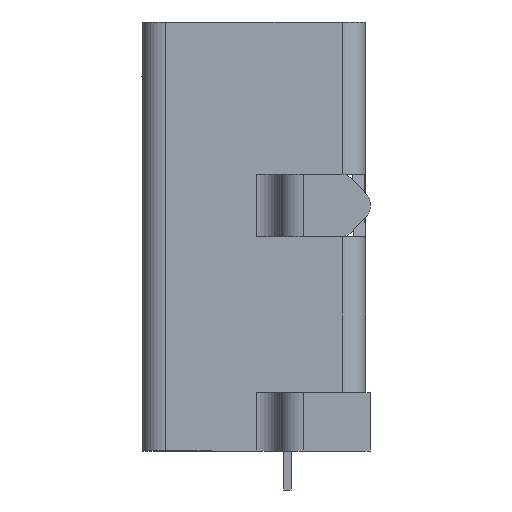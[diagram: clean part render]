
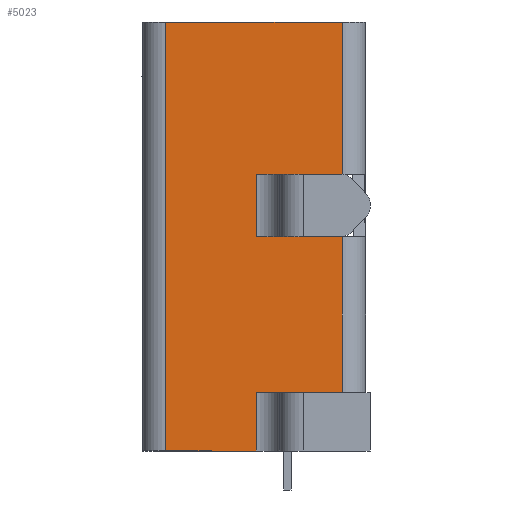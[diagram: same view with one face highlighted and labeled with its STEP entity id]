
A CAD part, left-side view. The second image highlights one B-rep face of the part: STEP entity #5023.
In plain terms, the highlighted planar face has unit normal (-1, 0, 0).
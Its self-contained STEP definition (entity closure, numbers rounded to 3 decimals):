
#40 = VECTOR ( 'NONE', #3727, 1000. ) ;
#249 = CARTESIAN_POINT ( 'NONE',  ( -6.55, 2.26, -0.596 ) ) ;
#260 = ORIENTED_EDGE ( 'NONE', *, *, #8355, .F. ) ;
#385 = VERTEX_POINT ( 'NONE', #6380 ) ;
#488 = CARTESIAN_POINT ( 'NONE',  ( -6.55, -0.88, -6.1 ) ) ;
#542 = DIRECTION ( 'NONE',  ( 0., -1., 0. ) ) ;
#595 = LINE ( 'NONE', #8662, #1391 ) ;
#634 = DIRECTION ( 'NONE',  ( 0., 0., -1. ) ) ;
#646 = LINE ( 'NONE', #1957, #5394 ) ;
#715 = EDGE_CURVE ( 'NONE', #385, #3844, #7688, .T. ) ;
#804 = DIRECTION ( 'NONE',  ( 0., -1., 0. ) ) ;
#817 = EDGE_CURVE ( 'NONE', #1016, #5392, #646, .T. ) ;
#848 = LINE ( 'NONE', #3509, #8157 ) ;
#1016 = VERTEX_POINT ( 'NONE', #7768 ) ;
#1104 = ORIENTED_EDGE ( 'NONE', *, *, #4832, .F. ) ;
#1107 = ORIENTED_EDGE ( 'NONE', *, *, #3523, .F. ) ;
#1188 = VECTOR ( 'NONE', #4090, 1000. ) ;
#1189 = CARTESIAN_POINT ( 'NONE',  ( -6.55, -0.06, 0. ) ) ;
#1378 = CARTESIAN_POINT ( 'NONE',  ( -6.55, 0., -10.1 ) ) ;
#1391 = VECTOR ( 'NONE', #6705, 1000. ) ;
#1487 = PLANE ( 'NONE',  #7765 ) ;
#1551 = ORIENTED_EDGE ( 'NONE', *, *, #2904, .F. ) ;
#1628 = CARTESIAN_POINT ( 'NONE',  ( -6.55, -2.26, 0. ) ) ;
#1663 = CARTESIAN_POINT ( 'NONE',  ( -6.55, -0.96, -6.1 ) ) ;
#1794 = LINE ( 'NONE', #6500, #7633 ) ;
#1957 = CARTESIAN_POINT ( 'NONE',  ( -6.55, -0.96, -4.5 ) ) ;
#1970 = LINE ( 'NONE', #6769, #4240 ) ;
#2050 = EDGE_CURVE ( 'NONE', #1016, #7880, #595, .T. ) ;
#2079 = ORIENTED_EDGE ( 'NONE', *, *, #4687, .F. ) ;
#2085 = DIRECTION ( 'NONE',  ( 0., 0., -1. ) ) ;
#2189 = LINE ( 'NONE', #249, #1188 ) ;
#2190 = VERTEX_POINT ( 'NONE', #4176 ) ;
#2204 = EDGE_CURVE ( 'NONE', #3648, #6253, #848, .T. ) ;
#2485 = ORIENTED_EDGE ( 'NONE', *, *, #715, .T. ) ;
#2621 = LINE ( 'NONE', #3910, #3370 ) ;
#2904 = EDGE_CURVE ( 'NONE', #7924, #5392, #6376, .T. ) ;
#3038 = VECTOR ( 'NONE', #5429, 1000. ) ;
#3078 = EDGE_LOOP ( 'NONE', ( #1107, #6094, #4277, #2079, #2485, #260, #7217, #4903, #5318, #1551, #4942, #1104, #3475 ) ) ;
#3316 = DIRECTION ( 'NONE',  ( 0., 1., 0. ) ) ;
#3370 = VECTOR ( 'NONE', #542, 1000. ) ;
#3398 = EDGE_CURVE ( 'NONE', #5011, #7924, #2621, .T. ) ;
#3475 = ORIENTED_EDGE ( 'NONE', *, *, #7991, .F. ) ;
#3495 = VERTEX_POINT ( 'NONE', #3764 ) ;
#3509 = CARTESIAN_POINT ( 'NONE',  ( -6.55, 0., -10.1 ) ) ;
#3523 = EDGE_CURVE ( 'NONE', #3648, #7213, #4530, .T. ) ;
#3535 = DIRECTION ( 'NONE',  ( 0., 0., -1. ) ) ;
#3573 = DIRECTION ( 'NONE',  ( 0., 1., 0. ) ) ;
#3644 = CARTESIAN_POINT ( 'NONE',  ( -6.55, -2.26, -0.6 ) ) ;
#3648 = VERTEX_POINT ( 'NONE', #5889 ) ;
#3727 = DIRECTION ( 'NONE',  ( 0., 0., -1. ) ) ;
#3764 = CARTESIAN_POINT ( 'NONE',  ( -6.55, 2.26, -11.6 ) ) ;
#3844 = VERTEX_POINT ( 'NONE', #488 ) ;
#3910 = CARTESIAN_POINT ( 'NONE',  ( -6.55, 0., -0.6 ) ) ;
#3929 = DIRECTION ( 'NONE',  ( 0., -1., 0. ) ) ;
#4090 = DIRECTION ( 'NONE',  ( 0., 0., 1. ) ) ;
#4176 = CARTESIAN_POINT ( 'NONE',  ( -6.55, -0.06, -6.1 ) ) ;
#4240 = VECTOR ( 'NONE', #3316, 1000. ) ;
#4277 = ORIENTED_EDGE ( 'NONE', *, *, #5369, .F. ) ;
#4389 = CARTESIAN_POINT ( 'NONE',  ( -6.55, -0.06, -11.6 ) ) ;
#4530 = LINE ( 'NONE', #1189, #40 ) ;
#4687 = EDGE_CURVE ( 'NONE', #385, #5499, #5907, .T. ) ;
#4704 = VECTOR ( 'NONE', #634, 1000. ) ;
#4791 = CARTESIAN_POINT ( 'NONE',  ( -6.55, -0.88, -10.1 ) ) ;
#4824 = FACE_OUTER_BOUND ( 'NONE', #3078, .T. ) ;
#4832 = EDGE_CURVE ( 'NONE', #3495, #5011, #2189, .T. ) ;
#4903 = ORIENTED_EDGE ( 'NONE', *, *, #2050, .F. ) ;
#4942 = ORIENTED_EDGE ( 'NONE', *, *, #3398, .F. ) ;
#5011 = VERTEX_POINT ( 'NONE', #7216 ) ;
#5023 = ADVANCED_FACE ( 'NONE', ( #4824 ), #1487, .F. ) ;
#5135 = EDGE_CURVE ( 'NONE', #7880, #2190, #5438, .T. ) ;
#5318 = ORIENTED_EDGE ( 'NONE', *, *, #817, .T. ) ;
#5369 = EDGE_CURVE ( 'NONE', #5499, #6253, #6670, .T. ) ;
#5392 = VERTEX_POINT ( 'NONE', #8664 ) ;
#5394 = VECTOR ( 'NONE', #3929, 1000. ) ;
#5400 = CARTESIAN_POINT ( 'NONE',  ( -6.55, 0., 0. ) ) ;
#5429 = DIRECTION ( 'NONE',  ( 0., 1., 0. ) ) ;
#5438 = LINE ( 'NONE', #8136, #8467 ) ;
#5499 = VERTEX_POINT ( 'NONE', #6977 ) ;
#5889 = CARTESIAN_POINT ( 'NONE',  ( -6.55, -0.06, -10.1 ) ) ;
#5907 = LINE ( 'NONE', #7277, #4704 ) ;
#6094 = ORIENTED_EDGE ( 'NONE', *, *, #2204, .T. ) ;
#6253 = VERTEX_POINT ( 'NONE', #4791 ) ;
#6376 = LINE ( 'NONE', #1628, #8630 ) ;
#6380 = CARTESIAN_POINT ( 'NONE',  ( -6.55, -2.26, -6.1 ) ) ;
#6500 = CARTESIAN_POINT ( 'NONE',  ( -6.55, 0., -6.1 ) ) ;
#6670 = LINE ( 'NONE', #1378, #3038 ) ;
#6705 = DIRECTION ( 'NONE',  ( 0., 1., 0. ) ) ;
#6769 = CARTESIAN_POINT ( 'NONE',  ( -6.55, 0., -11.6 ) ) ;
#6977 = CARTESIAN_POINT ( 'NONE',  ( -6.55, -2.26, -10.1 ) ) ;
#7015 = CARTESIAN_POINT ( 'NONE',  ( -6.55, -0.06, -4.5 ) ) ;
#7158 = DIRECTION ( 'NONE',  ( 0., -1., 0. ) ) ;
#7213 = VERTEX_POINT ( 'NONE', #4389 ) ;
#7216 = CARTESIAN_POINT ( 'NONE',  ( -6.55, 2.26, -0.6 ) ) ;
#7217 = ORIENTED_EDGE ( 'NONE', *, *, #5135, .F. ) ;
#7277 = CARTESIAN_POINT ( 'NONE',  ( -6.55, -2.26, 0. ) ) ;
#7633 = VECTOR ( 'NONE', #7158, 1000. ) ;
#7688 = LINE ( 'NONE', #1663, #8094 ) ;
#7765 = AXIS2_PLACEMENT_3D ( 'NONE', #5400, #8098, #8052 ) ;
#7768 = CARTESIAN_POINT ( 'NONE',  ( -6.55, -0.88, -4.5 ) ) ;
#7880 = VERTEX_POINT ( 'NONE', #7015 ) ;
#7924 = VERTEX_POINT ( 'NONE', #3644 ) ;
#7991 = EDGE_CURVE ( 'NONE', #7213, #3495, #1970, .T. ) ;
#8052 = DIRECTION ( 'NONE',  ( 0., 0., -1. ) ) ;
#8094 = VECTOR ( 'NONE', #3573, 1000. ) ;
#8098 = DIRECTION ( 'NONE',  ( 1., 0., 0. ) ) ;
#8136 = CARTESIAN_POINT ( 'NONE',  ( -6.55, -0.06, 0. ) ) ;
#8157 = VECTOR ( 'NONE', #804, 1000. ) ;
#8355 = EDGE_CURVE ( 'NONE', #2190, #3844, #1794, .T. ) ;
#8467 = VECTOR ( 'NONE', #2085, 1000. ) ;
#8630 = VECTOR ( 'NONE', #3535, 1000. ) ;
#8662 = CARTESIAN_POINT ( 'NONE',  ( -6.55, 0., -4.5 ) ) ;
#8664 = CARTESIAN_POINT ( 'NONE',  ( -6.55, -2.26, -4.5 ) ) ;
